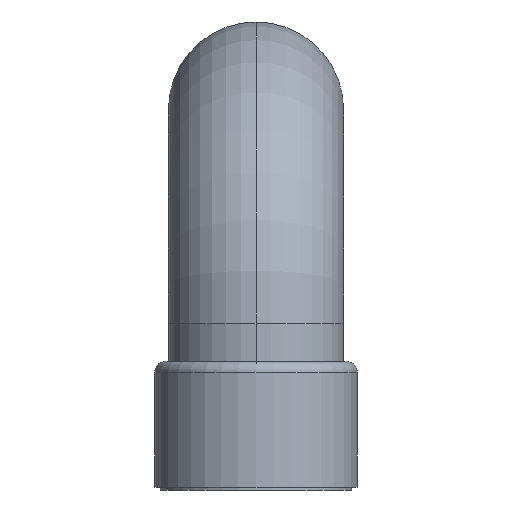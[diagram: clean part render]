
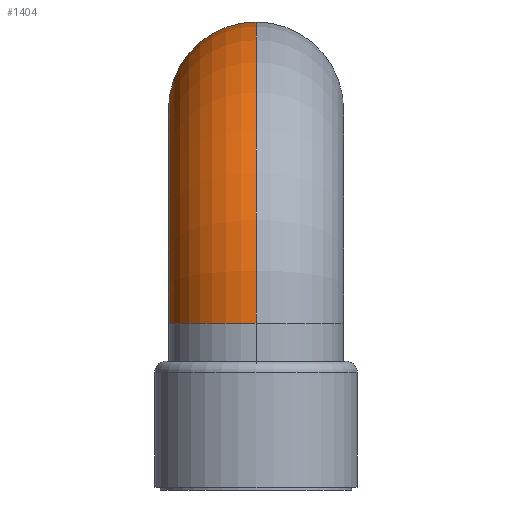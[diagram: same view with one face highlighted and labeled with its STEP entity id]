
A CAD part, front view. The second image highlights one B-rep face of the part: STEP entity #1404.
In plain terms, the highlighted toroidal (fillet/blend) face has major radius 39 mm and minor radius 16 mm.
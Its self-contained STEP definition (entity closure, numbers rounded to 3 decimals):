
#76 = CIRCLE ( 'NONE', #1133, 16. ) ;
#113 = EDGE_CURVE ( 'NONE', #453, #452, #235, .T. ) ;
#117 = EDGE_CURVE ( 'NONE', #457, #453, #217, .T. ) ;
#121 = EDGE_CURVE ( 'NONE', #448, #457, #212, .T. ) ;
#181 = EDGE_CURVE ( 'NONE', #448, #452, #76, .T. ) ;
#212 = CIRCLE ( 'NONE', #1238, 55. ) ;
#217 = CIRCLE ( 'NONE', #1237, 16. ) ;
#229 = TOROIDAL_SURFACE ( 'NONE', #624, 39., 16. ) ;
#235 = CIRCLE ( 'NONE', #1234, 39. ) ;
#411 = CARTESIAN_POINT ( 'NONE',  ( -16., -173.5, 10. ) ) ;
#412 = DIRECTION ( 'NONE',  ( -1., 0., 0. ) ) ;
#413 = DIRECTION ( 'NONE',  ( 0., 0., -1. ) ) ;
#417 = CARTESIAN_POINT ( 'NONE',  ( 0., -212.5, 10. ) ) ;
#418 = DIRECTION ( 'NONE',  ( 0., 0., -1. ) ) ;
#419 = DIRECTION ( 'NONE',  ( 0., 1., 0. ) ) ;
#420 = CARTESIAN_POINT ( 'NONE',  ( 0., -173.5, 10. ) ) ;
#424 = DIRECTION ( 'NONE',  ( 1., 0., 0. ) ) ;
#425 = DIRECTION ( 'NONE',  ( 0., 0., -1. ) ) ;
#448 = VERTEX_POINT ( 'NONE', #1323 ) ;
#452 = VERTEX_POINT ( 'NONE', #1327 ) ;
#453 = VERTEX_POINT ( 'NONE', #1328 ) ;
#457 = VERTEX_POINT ( 'NONE', #1332 ) ;
#624 = AXIS2_PLACEMENT_3D ( 'NONE', #1393, #1664, #1665 ) ;
#627 = FACE_OUTER_BOUND ( 'NONE', #803, .T. ) ;
#803 = EDGE_LOOP ( 'NONE', ( #921, #1004, #926, #909 ) ) ;
#909 = ORIENTED_EDGE ( 'NONE', *, *, #113, .F. ) ;
#921 = ORIENTED_EDGE ( 'NONE', *, *, #117, .F. ) ;
#926 = ORIENTED_EDGE ( 'NONE', *, *, #181, .T. ) ;
#1004 = ORIENTED_EDGE ( 'NONE', *, *, #121, .F. ) ;
#1133 = AXIS2_PLACEMENT_3D ( 'NONE', #1521, #1522, #1523 ) ;
#1234 = AXIS2_PLACEMENT_3D ( 'NONE', #411, #412, #413 ) ;
#1237 = AXIS2_PLACEMENT_3D ( 'NONE', #417, #418, #419 ) ;
#1238 = AXIS2_PLACEMENT_3D ( 'NONE', #420, #424, #425 ) ;
#1323 = CARTESIAN_POINT ( 'NONE',  ( 0., -173.5, 65. ) ) ;
#1327 = CARTESIAN_POINT ( 'NONE',  ( -16., -173.5, 49. ) ) ;
#1328 = CARTESIAN_POINT ( 'NONE',  ( -16., -212.5, 10. ) ) ;
#1332 = CARTESIAN_POINT ( 'NONE',  ( 0., -228.5, 10. ) ) ;
#1393 = CARTESIAN_POINT ( 'NONE',  ( 0., -173.5, 10. ) ) ;
#1404 = ADVANCED_FACE ( 'NONE', ( #627 ), #229, .T. ) ;
#1521 = CARTESIAN_POINT ( 'NONE',  ( 0., -173.5, 49. ) ) ;
#1522 = DIRECTION ( 'NONE',  ( 0., -1., 0. ) ) ;
#1523 = DIRECTION ( 'NONE',  ( 1., 0., 0. ) ) ;
#1664 = DIRECTION ( 'NONE',  ( 1., 0., 0. ) ) ;
#1665 = DIRECTION ( 'NONE',  ( 0., 0., -1. ) ) ;
